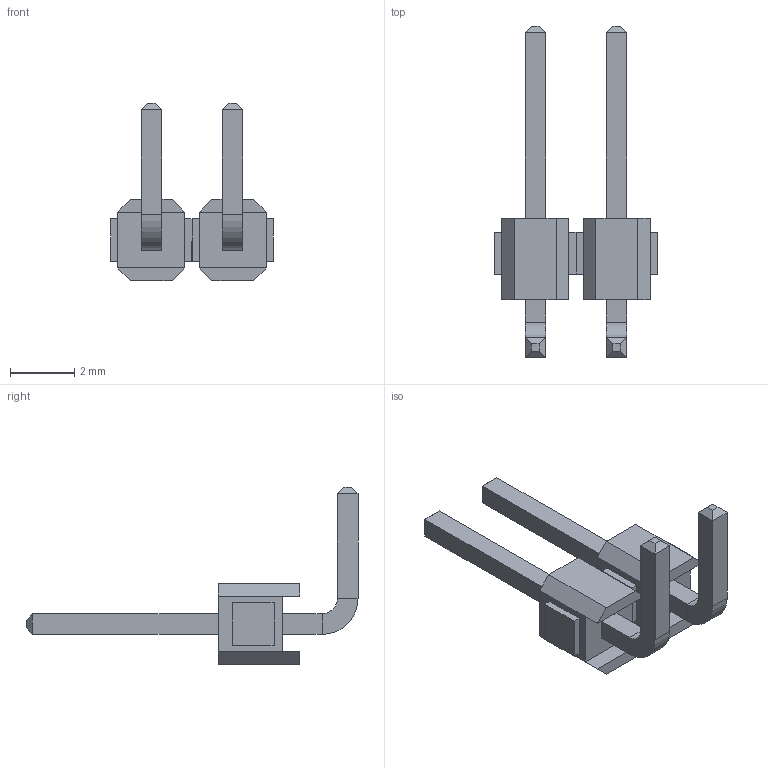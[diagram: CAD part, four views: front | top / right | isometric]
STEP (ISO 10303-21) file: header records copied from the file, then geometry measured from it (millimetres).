
FILE_DESCRIPTION (( 'STEP AP214' ), '1' );
FILE_NAME ('PLSR-02D.STEP', '2019-07-02T21:05:11', ( '' ), ( '' ), 'SwSTEP 2.0', 'SolidWorks 2018', '' );
FILE_SCHEMA (( 'AUTOMOTIVE_DESIGN' ));
Length unit declared in the file: millimetre
Products named in the file (1): PLSR-02D
Bounding box: 5.08 x 10.36 x 5.54 mm (x, y, z)
Volume: 32.7 mm3; surface area: 127.7 mm2
Topology: 2 solids, 2 shells, 100 faces, 224 edges, 136 vertices
Faces by surface type: plane 96, cylinder 4
Entity records: 3819 total; most frequent: CARTESIAN_POINT 461, ORIENTED_EDGE 448, DIRECTION 434, EDGE_CURVE 224, VECTOR 216, LINE 216, VERTEX_POINT 136, AXIS2_PLACEMENT_3D 109
